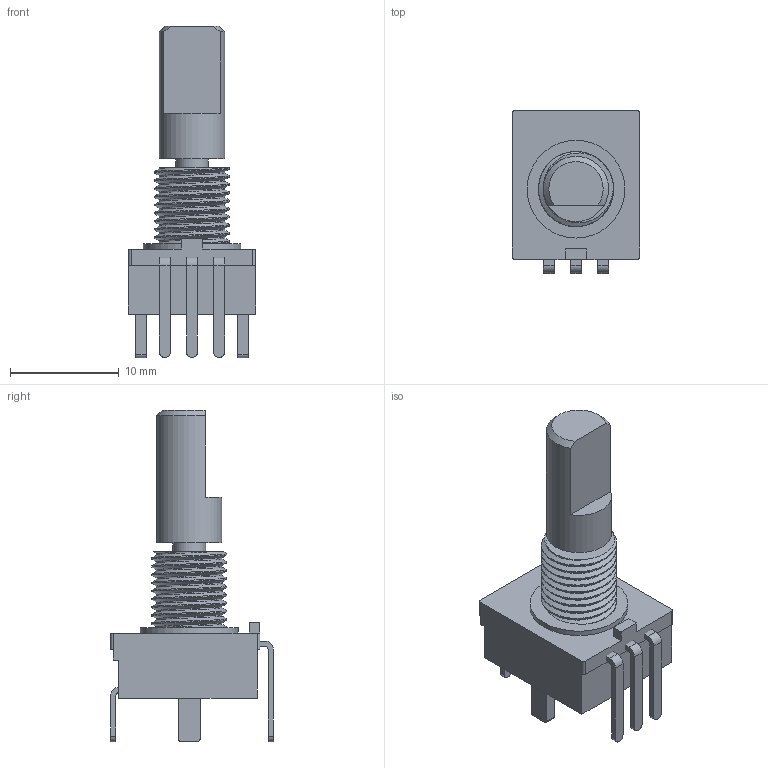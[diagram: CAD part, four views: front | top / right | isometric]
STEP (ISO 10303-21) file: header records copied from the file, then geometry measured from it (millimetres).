
FILE_DESCRIPTION(/* description */ (''),/* implementation_level */ '2;1');
FILE_NAME(/* name */ 'ACZ11BR2E-20FD1.step',/* time_stamp */ '2024-04-16T09:15:27-07:00',/* author */ (''),/* organization */ (''),/* preprocessor_version */ 'ST-DEVELOPER v20',/* originating_system */ 'Autodesk Translation Framework v12.20.1.177',/* authorisation */ '');
FILE_SCHEMA (('AUTOMOTIVE_DESIGN { 1 0 10303 214 3 1 1 }'));
Length unit declared in the file: millimetre
Products named in the file (4): ACZ11BR2E-20FD1; Body; Shaft; Pins
Assembly tree (3 placements, depth 2):
  ACZ11BR2E-20FD1
    Body
    Shaft
    Pins
Bounding box: 11.7 x 15 x 30.5 mm (x, y, z)
Volume: 1522.3 mm3; surface area: 1334.9 mm2
Topology: 9 solids, 9 shells, 116 faces, 281 edges, 186 vertices
Faces by surface type: plane 66, cylinder 47, bspline 2, cone 1
Full cylindrical faces by diameter (mm): 3 x1, 6 x1, 6.048 x2, 6.908 x5, 9 x1
Entity records: 4882 total; most frequent: CARTESIAN_POINT 2064, ORIENTED_EDGE 562, DIRECTION 536, EDGE_CURVE 281, VERTEX_POINT 186, AXIS2_PLACEMENT_3D 181, LINE 174, VECTOR 174
